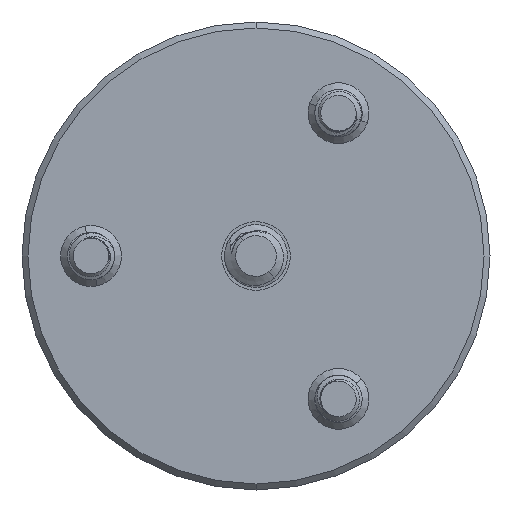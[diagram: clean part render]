
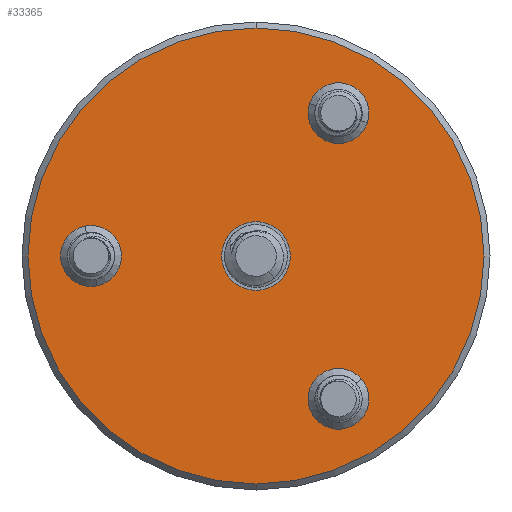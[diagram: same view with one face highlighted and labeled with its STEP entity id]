
A CAD part, front view. The second image highlights one B-rep face of the part: STEP entity #33365.
In plain terms, the highlighted planar face has unit normal (0, -1, 0).
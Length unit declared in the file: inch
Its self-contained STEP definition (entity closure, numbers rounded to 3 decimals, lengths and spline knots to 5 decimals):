
#238 = DIRECTION ( 'NONE',  ( 0., -1., 0. ) ) ;
#351 = AXIS2_PLACEMENT_3D ( 'NONE', #29099, #21607, #2961 ) ;
#748 = CARTESIAN_POINT ( 'NONE',  ( 0., 0., 0. ) ) ;
#912 = CIRCLE ( 'NONE', #11484, 0.076 ) ;
#956 = CARTESIAN_POINT ( 'NONE',  ( 0.20625, 0., 0.28124 ) ) ;
#1515 = CIRCLE ( 'NONE', #20962, 0.076 ) ;
#2088 = VERTEX_POINT ( 'NONE', #956 ) ;
#2257 = DIRECTION ( 'NONE',  ( 0., 1., 0. ) ) ;
#2465 = CARTESIAN_POINT ( 'NONE',  ( 0.20625, 0., -0.43324 ) ) ;
#2521 = DIRECTION ( 'NONE',  ( 0., 0., 1. ) ) ;
#2961 = DIRECTION ( 'NONE',  ( 0., 0., 1. ) ) ;
#3011 = CARTESIAN_POINT ( 'NONE',  ( -0.4125, 0., -0.076 ) ) ;
#3159 = FACE_BOUND ( 'NONE', #23222, .T. ) ;
#3499 = CARTESIAN_POINT ( 'NONE',  ( 0., 0., 0. ) ) ;
#4011 = EDGE_CURVE ( 'NONE', #2088, #19505, #8227, .T. ) ;
#4411 = AXIS2_PLACEMENT_3D ( 'NONE', #3499, #14175, #19206 ) ;
#5205 = CIRCLE ( 'NONE', #20796, 0.086 ) ;
#5209 = ORIENTED_EDGE ( 'NONE', *, *, #4011, .T. ) ;
#5707 = EDGE_CURVE ( 'NONE', #31213, #31369, #26716, .T. ) ;
#5971 = AXIS2_PLACEMENT_3D ( 'NONE', #29496, #13487, #31727 ) ;
#7081 = DIRECTION ( 'NONE',  ( 0., 1., 0. ) ) ;
#7111 = CIRCLE ( 'NONE', #18202, 0.076 ) ;
#7597 = CIRCLE ( 'NONE', #351, 0.076 ) ;
#8089 = EDGE_LOOP ( 'NONE', ( #15093, #8611 ) ) ;
#8227 = CIRCLE ( 'NONE', #5971, 0.076 ) ;
#8486 = VERTEX_POINT ( 'NONE', #3011 ) ;
#8611 = ORIENTED_EDGE ( 'NONE', *, *, #18480, .T. ) ;
#8750 = AXIS2_PLACEMENT_3D ( 'NONE', #12661, #7081, #28131 ) ;
#8841 = EDGE_LOOP ( 'NONE', ( #22108, #30112 ) ) ;
#8872 = EDGE_CURVE ( 'NONE', #21491, #22698, #5205, .T. ) ;
#9281 = DIRECTION ( 'NONE',  ( 0., 0., 1. ) ) ;
#9950 = CARTESIAN_POINT ( 'NONE',  ( 0.20625, 0., 0.35724 ) ) ;
#10142 = ORIENTED_EDGE ( 'NONE', *, *, #12476, .T. ) ;
#10420 = VERTEX_POINT ( 'NONE', #2465 ) ;
#10722 = CARTESIAN_POINT ( 'NONE',  ( 0.20625, 0., -0.35724 ) ) ;
#11484 = AXIS2_PLACEMENT_3D ( 'NONE', #10722, #26367, #2521 ) ;
#11649 = EDGE_LOOP ( 'NONE', ( #13616, #5209 ) ) ;
#11890 = DIRECTION ( 'NONE',  ( 0., 1., 0. ) ) ;
#11891 = EDGE_CURVE ( 'NONE', #13459, #10420, #912, .T. ) ;
#11999 = CARTESIAN_POINT ( 'NONE',  ( 0., 0., 0. ) ) ;
#12476 = EDGE_CURVE ( 'NONE', #24476, #8486, #1515, .T. ) ;
#12582 = CARTESIAN_POINT ( 'NONE',  ( 0.20625, 0., -0.35724 ) ) ;
#12661 = CARTESIAN_POINT ( 'NONE',  ( 0., 0., 0. ) ) ;
#13459 = VERTEX_POINT ( 'NONE', #24493 ) ;
#13487 = DIRECTION ( 'NONE',  ( 0., 1., 0. ) ) ;
#13616 = ORIENTED_EDGE ( 'NONE', *, *, #23204, .T. ) ;
#14175 = DIRECTION ( 'NONE',  ( 0., 1., 0. ) ) ;
#14345 = PLANE ( 'NONE',  #4411 ) ;
#14661 = CARTESIAN_POINT ( 'NONE',  ( -0.4125, 0., 0.076 ) ) ;
#15093 = ORIENTED_EDGE ( 'NONE', *, *, #5707, .T. ) ;
#16110 = AXIS2_PLACEMENT_3D ( 'NONE', #12582, #11890, #9281 ) ;
#16605 = DIRECTION ( 'NONE',  ( 0., 0., 1. ) ) ;
#18071 = CARTESIAN_POINT ( 'NONE',  ( 0., 0., 0.57004 ) ) ;
#18202 = AXIS2_PLACEMENT_3D ( 'NONE', #9950, #2257, #28211 ) ;
#18480 = EDGE_CURVE ( 'NONE', #31369, #31213, #20721, .T. ) ;
#18759 = CIRCLE ( 'NONE', #8750, 0.086 ) ;
#19206 = DIRECTION ( 'NONE',  ( 0., 0., 1. ) ) ;
#19505 = VERTEX_POINT ( 'NONE', #28737 ) ;
#20460 = CARTESIAN_POINT ( 'NONE',  ( 0., 0., -0.086 ) ) ;
#20494 = DIRECTION ( 'NONE',  ( 0., 0., 1. ) ) ;
#20509 = DIRECTION ( 'NONE',  ( 0., 1., 0. ) ) ;
#20721 = CIRCLE ( 'NONE', #33450, 0.57004 ) ;
#20796 = AXIS2_PLACEMENT_3D ( 'NONE', #11999, #20509, #25866 ) ;
#20962 = AXIS2_PLACEMENT_3D ( 'NONE', #23437, #25340, #20494 ) ;
#21491 = VERTEX_POINT ( 'NONE', #25152 ) ;
#21607 = DIRECTION ( 'NONE',  ( 0., 1., 0. ) ) ;
#22108 = ORIENTED_EDGE ( 'NONE', *, *, #11891, .T. ) ;
#22189 = EDGE_CURVE ( 'NONE', #8486, #24476, #7597, .T. ) ;
#22271 = AXIS2_PLACEMENT_3D ( 'NONE', #27106, #29578, #27267 ) ;
#22698 = VERTEX_POINT ( 'NONE', #20460 ) ;
#22746 = ORIENTED_EDGE ( 'NONE', *, *, #8872, .T. ) ;
#23204 = EDGE_CURVE ( 'NONE', #19505, #2088, #7111, .T. ) ;
#23222 = EDGE_LOOP ( 'NONE', ( #10142, #30214 ) ) ;
#23301 = EDGE_LOOP ( 'NONE', ( #22746, #34345 ) ) ;
#23437 = CARTESIAN_POINT ( 'NONE',  ( -0.4125, 0., 0. ) ) ;
#23553 = FACE_OUTER_BOUND ( 'NONE', #8089, .T. ) ;
#23862 = CIRCLE ( 'NONE', #16110, 0.076 ) ;
#24397 = FACE_BOUND ( 'NONE', #11649, .T. ) ;
#24476 = VERTEX_POINT ( 'NONE', #14661 ) ;
#24493 = CARTESIAN_POINT ( 'NONE',  ( 0.20625, 0., -0.28124 ) ) ;
#25152 = CARTESIAN_POINT ( 'NONE',  ( 0., 0., 0.086 ) ) ;
#25340 = DIRECTION ( 'NONE',  ( 0., 1., 0. ) ) ;
#25866 = DIRECTION ( 'NONE',  ( 0., 0., 1. ) ) ;
#26367 = DIRECTION ( 'NONE',  ( 0., 1., 0. ) ) ;
#26716 = CIRCLE ( 'NONE', #22271, 0.57004 ) ;
#27106 = CARTESIAN_POINT ( 'NONE',  ( 0., 0., 0. ) ) ;
#27267 = DIRECTION ( 'NONE',  ( 0., 0., 1. ) ) ;
#27694 = FACE_BOUND ( 'NONE', #23301, .T. ) ;
#28131 = DIRECTION ( 'NONE',  ( 0., 0., 1. ) ) ;
#28211 = DIRECTION ( 'NONE',  ( 0., 0., 1. ) ) ;
#28737 = CARTESIAN_POINT ( 'NONE',  ( 0.20625, 0., 0.43324 ) ) ;
#29099 = CARTESIAN_POINT ( 'NONE',  ( -0.4125, 0., 0. ) ) ;
#29496 = CARTESIAN_POINT ( 'NONE',  ( 0.20625, 0., 0.35724 ) ) ;
#29578 = DIRECTION ( 'NONE',  ( 0., -1., 0. ) ) ;
#30112 = ORIENTED_EDGE ( 'NONE', *, *, #33489, .T. ) ;
#30214 = ORIENTED_EDGE ( 'NONE', *, *, #22189, .T. ) ;
#30325 = FACE_BOUND ( 'NONE', #8841, .T. ) ;
#30690 = EDGE_CURVE ( 'NONE', #22698, #21491, #18759, .T. ) ;
#31213 = VERTEX_POINT ( 'NONE', #18071 ) ;
#31233 = CARTESIAN_POINT ( 'NONE',  ( 0., 0., -0.57004 ) ) ;
#31369 = VERTEX_POINT ( 'NONE', #31233 ) ;
#31727 = DIRECTION ( 'NONE',  ( 0., 0., 1. ) ) ;
#33365 = ADVANCED_FACE ( 'NONE', ( #23553, #27694, #30325, #24397, #3159 ), #14345, .F. ) ;
#33450 = AXIS2_PLACEMENT_3D ( 'NONE', #748, #238, #16605 ) ;
#33489 = EDGE_CURVE ( 'NONE', #10420, #13459, #23862, .T. ) ;
#34345 = ORIENTED_EDGE ( 'NONE', *, *, #30690, .T. ) ;
